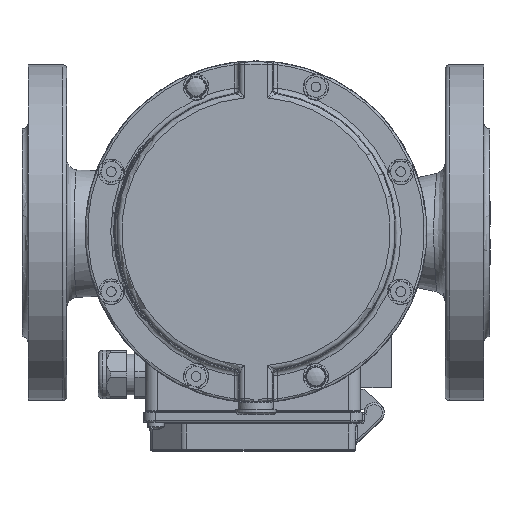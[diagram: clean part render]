
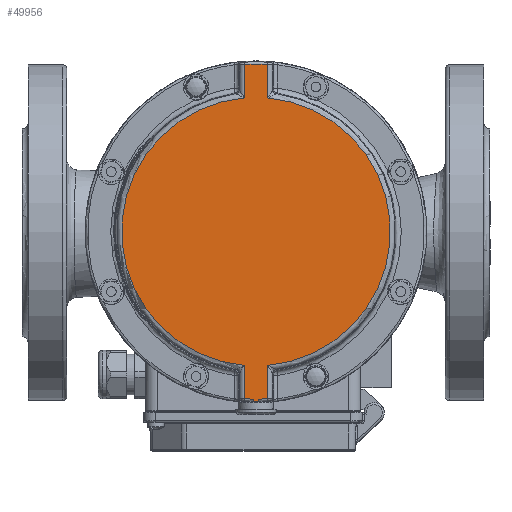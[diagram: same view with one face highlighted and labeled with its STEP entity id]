
A CAD part, top view. The second image highlights one B-rep face of the part: STEP entity #49956.
In plain terms, the highlighted planar face has unit normal (0, 0, 1).
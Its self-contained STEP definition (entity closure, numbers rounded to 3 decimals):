
#2603=CIRCLE('',#54549,82.297);
#2613=CIRCLE('',#54560,82.297);
#2615=CIRCLE('',#54563,83.497);
#2617=CIRCLE('',#54566,82.297);
#2628=CIRCLE('',#54593,66.02);
#2629=CIRCLE('',#54594,0.3);
#2630=CIRCLE('',#54595,0.3);
#2631=CIRCLE('',#54596,66.02);
#4990=PLANE('',#54592);
#8752=FACE_OUTER_BOUND('',#12031,.T.);
#12031=EDGE_LOOP('',(#44255,#44256,#44257,#44258,#44259,#44260,#44261,#44262,
#44263,#44264,#44265,#44266,#44267,#44268));
#15384=LINE('',#106039,#18410);
#15385=LINE('',#106064,#18411);
#15386=LINE('',#106067,#18412);
#15387=LINE('',#106069,#18413);
#15388=LINE('',#106073,#18414);
#15389=LINE('',#106075,#18415);
#18410=VECTOR('',#66547,16.326);
#18411=VECTOR('',#66550,16.326);
#18412=VECTOR('',#66553,16.326);
#18413=VECTOR('',#66554,0.903);
#18414=VECTOR('',#66559,0.903);
#18415=VECTOR('',#66560,16.326);
#23870=VERTEX_POINT('',#104571);
#23872=VERTEX_POINT('',#104613);
#23886=VERTEX_POINT('',#105008);
#23889=VERTEX_POINT('',#105051);
#23892=VERTEX_POINT('',#105082);
#23893=VERTEX_POINT('',#105085);
#23895=VERTEX_POINT('',#105124);
#23896=VERTEX_POINT('',#105126);
#23946=VERTEX_POINT('',#106038);
#23947=VERTEX_POINT('',#106063);
#23948=VERTEX_POINT('',#106065);
#23949=VERTEX_POINT('',#106068);
#23950=VERTEX_POINT('',#106071);
#23951=VERTEX_POINT('',#106074);
#30788=EDGE_CURVE('',#23872,#23870,#2603,.T.);
#30811=EDGE_CURVE('',#23889,#23886,#2613,.T.);
#30815=EDGE_CURVE('',#23892,#23893,#2615,.T.);
#30818=EDGE_CURVE('',#23896,#23895,#2617,.T.);
#30895=EDGE_CURVE('',#23870,#23946,#15384,.T.);
#30897=EDGE_CURVE('',#23947,#23872,#15385,.T.);
#30898=EDGE_CURVE('',#23946,#23948,#2628,.T.);
#30899=EDGE_CURVE('',#23948,#23896,#15386,.T.);
#30900=EDGE_CURVE('',#23895,#23949,#15387,.T.);
#30901=EDGE_CURVE('',#23949,#23892,#2629,.T.);
#30902=EDGE_CURVE('',#23893,#23950,#2630,.T.);
#30903=EDGE_CURVE('',#23950,#23889,#15388,.T.);
#30904=EDGE_CURVE('',#23886,#23951,#15389,.T.);
#30905=EDGE_CURVE('',#23951,#23947,#2631,.T.);
#44255=ORIENTED_EDGE('',*,*,#30897,.T.);
#44256=ORIENTED_EDGE('',*,*,#30788,.T.);
#44257=ORIENTED_EDGE('',*,*,#30895,.T.);
#44258=ORIENTED_EDGE('',*,*,#30898,.T.);
#44259=ORIENTED_EDGE('',*,*,#30899,.T.);
#44260=ORIENTED_EDGE('',*,*,#30818,.T.);
#44261=ORIENTED_EDGE('',*,*,#30900,.T.);
#44262=ORIENTED_EDGE('',*,*,#30901,.T.);
#44263=ORIENTED_EDGE('',*,*,#30815,.T.);
#44264=ORIENTED_EDGE('',*,*,#30902,.T.);
#44265=ORIENTED_EDGE('',*,*,#30903,.T.);
#44266=ORIENTED_EDGE('',*,*,#30811,.T.);
#44267=ORIENTED_EDGE('',*,*,#30904,.T.);
#44268=ORIENTED_EDGE('',*,*,#30905,.T.);
#49956=ADVANCED_FACE('',(#8752),#4990,.F.);
#54549=AXIS2_PLACEMENT_3D('',#104617,#66419,#66420);
#54560=AXIS2_PLACEMENT_3D('',#105079,#66441,#66442);
#54563=AXIS2_PLACEMENT_3D('',#105087,#66449,#66450);
#54566=AXIS2_PLACEMENT_3D('',#105127,#66455,#66456);
#54592=AXIS2_PLACEMENT_3D('',#106062,#66548,#66549);
#54593=AXIS2_PLACEMENT_3D('',#106066,#66551,#66552);
#54594=AXIS2_PLACEMENT_3D('',#106070,#66555,#66556);
#54595=AXIS2_PLACEMENT_3D('',#106072,#66557,#66558);
#54596=AXIS2_PLACEMENT_3D('',#106076,#66561,#66562);
#66419=DIRECTION('center_axis',(0.,0.,
1.));
#66420=DIRECTION('ref_axis',(1.,0.,0.));
#66441=DIRECTION('center_axis',(0.,0.,
1.));
#66442=DIRECTION('ref_axis',(1.,0.,0.));
#66449=DIRECTION('center_axis',(0.,0.,
1.));
#66450=DIRECTION('ref_axis',(-1.,0.,0.));
#66455=DIRECTION('center_axis',(0.,0.,
1.));
#66456=DIRECTION('ref_axis',(1.,0.,0.));
#66547=DIRECTION('',(0.,-1.,0.));
#66548=DIRECTION('center_axis',(0.,0.,
-1.));
#66549=DIRECTION('ref_axis',(1.,0.,0.));
#66550=DIRECTION('',(0.,1.,0.));
#66551=DIRECTION('center_axis',(0.,0.,
1.));
#66552=DIRECTION('ref_axis',(1.,0.,0.));
#66553=DIRECTION('',(0.,-1.,0.));
#66554=DIRECTION('',(0.,-1.,0.));
#66555=DIRECTION('center_axis',(0.,0.,
1.));
#66556=DIRECTION('ref_axis',(-1.,0.,0.));
#66557=DIRECTION('center_axis',(0.,0.,
1.));
#66558=DIRECTION('ref_axis',(1.,0.,0.));
#66559=DIRECTION('',(0.,1.,0.));
#66560=DIRECTION('',(0.,1.,0.));
#66561=DIRECTION('center_axis',(0.,0.,
1.));
#66562=DIRECTION('ref_axis',(1.,0.,0.));
#104571=CARTESIAN_POINT('',(-5.7,82.1,220.7));
#104613=CARTESIAN_POINT('',(5.7,82.1,220.7));
#104617=CARTESIAN_POINT('Origin',(0.,0.,
220.7));
#105008=CARTESIAN_POINT('',(5.7,-82.1,220.7));
#105051=CARTESIAN_POINT('',(1.,-82.291,220.7));
#105079=CARTESIAN_POINT('Origin',(0.,0.,
220.7));
#105082=CARTESIAN_POINT('',(-0.703,-83.494,220.7));
#105085=CARTESIAN_POINT('',(0.703,-83.494,220.7));
#105087=CARTESIAN_POINT('Origin',(0.,0.,
220.7));
#105124=CARTESIAN_POINT('',(-1.,-82.291,220.7));
#105126=CARTESIAN_POINT('',(-5.7,-82.1,220.7));
#105127=CARTESIAN_POINT('Origin',(0.,0.,
220.7));
#106038=CARTESIAN_POINT('',(-5.7,65.773,220.7));
#106039=CARTESIAN_POINT('',(-5.7,0.,220.7));
#106062=CARTESIAN_POINT('Origin',(69.,0.,
220.7));
#106063=CARTESIAN_POINT('',(5.7,65.773,220.7));
#106064=CARTESIAN_POINT('',(5.7,0.,220.7));
#106065=CARTESIAN_POINT('',(-5.7,-65.773,220.7));
#106066=CARTESIAN_POINT('Origin',(0.,0.,
220.7));
#106067=CARTESIAN_POINT('',(-5.7,0.,220.7));
#106068=CARTESIAN_POINT('',(-1.,-83.194,220.7));
#106069=CARTESIAN_POINT('',(-1.,-82.291,220.7));
#106070=CARTESIAN_POINT('Origin',(-0.7,-83.194,
220.7));
#106071=CARTESIAN_POINT('',(1.,-83.194,220.7));
#106072=CARTESIAN_POINT('Origin',(0.7,-83.194,220.7));
#106073=CARTESIAN_POINT('',(1.,-82.291,220.7));
#106074=CARTESIAN_POINT('',(5.7,-65.773,220.7));
#106075=CARTESIAN_POINT('',(5.7,0.,220.7));
#106076=CARTESIAN_POINT('Origin',(0.,0.,
220.7));
